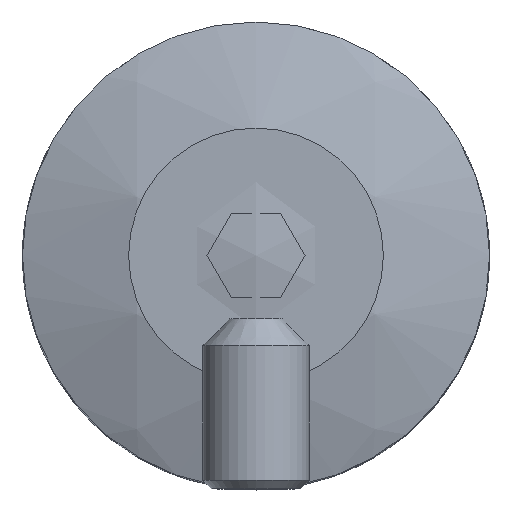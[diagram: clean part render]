
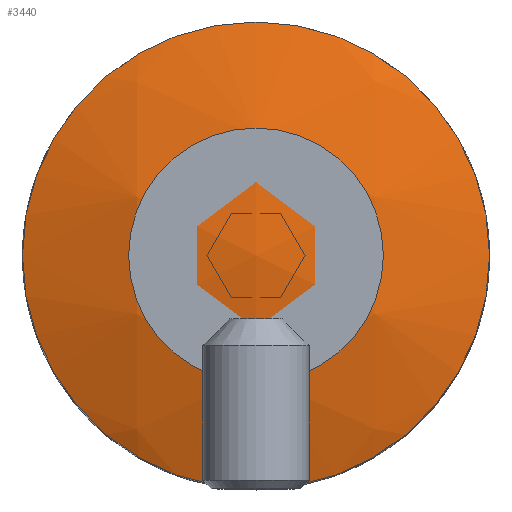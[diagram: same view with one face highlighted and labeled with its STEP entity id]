
A CAD part, top view. The second image highlights one B-rep face of the part: STEP entity #3440.
In plain terms, the highlighted spherical face has radius 28 mm.
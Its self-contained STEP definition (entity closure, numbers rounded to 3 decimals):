
#205 = DIRECTION ( 'NONE',  ( 0., 0., 1. ) ) ;
#222 = DIRECTION ( 'NONE',  ( 0., -1., 0. ) ) ;
#1005 = DIRECTION ( 'NONE',  ( 0., 1., 0. ) ) ;
#1550 = EDGE_CURVE ( 'NONE', #3541, #3541, #3340, .T. ) ;
#1692 = CARTESIAN_POINT ( 'NONE',  ( 0., -11., 10.749 ) ) ;
#2447 = FACE_OUTER_BOUND ( 'NONE', #5832, .T. ) ;
#2629 = CARTESIAN_POINT ( 'NONE',  ( 0., 0., 10.749 ) ) ;
#2984 = CARTESIAN_POINT ( 'NONE',  ( 0., 0., -15. ) ) ;
#3017 = AXIS2_PLACEMENT_3D ( 'NONE', #2629, #205, #222 ) ;
#3117 = SPHERICAL_SURFACE ( 'NONE', #5257, 28. ) ;
#3340 = CIRCLE ( 'NONE', #3017, 11. ) ;
#3356 = DIRECTION ( 'NONE',  ( -1., 0., 0. ) ) ;
#3440 = ADVANCED_FACE ( 'NONE', ( #2447 ), #3117, .T. ) ;
#3541 = VERTEX_POINT ( 'NONE', #1692 ) ;
#4625 = ORIENTED_EDGE ( 'NONE', *, *, #1550, .T. ) ;
#5257 = AXIS2_PLACEMENT_3D ( 'NONE', #2984, #3356, #1005 ) ;
#5832 = EDGE_LOOP ( 'NONE', ( #4625 ) ) ;
